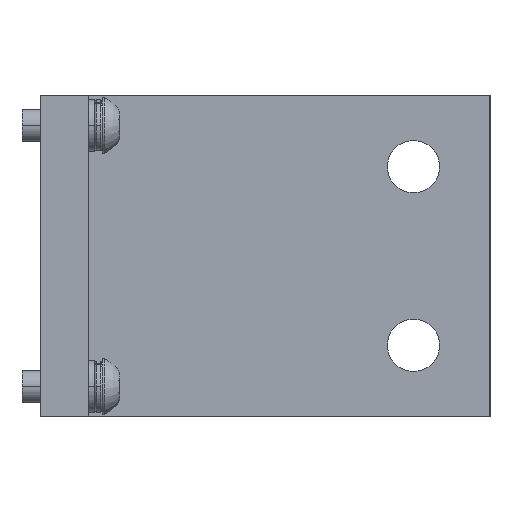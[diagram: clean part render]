
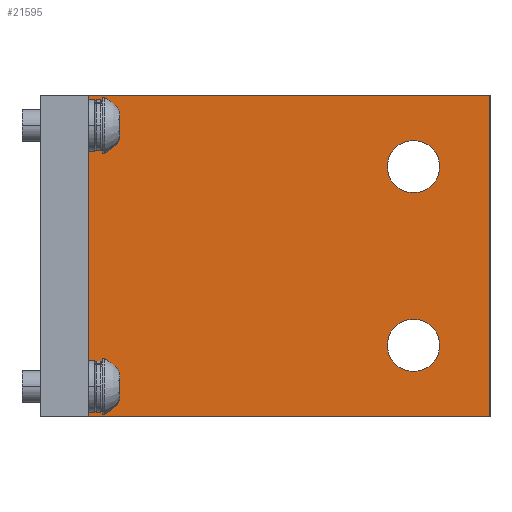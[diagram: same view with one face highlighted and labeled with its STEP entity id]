
A CAD part, left-side view. The second image highlights one B-rep face of the part: STEP entity #21595.
In plain terms, the highlighted planar face has unit normal (-1, 0, 0).
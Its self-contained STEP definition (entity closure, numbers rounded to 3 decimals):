
#21449=AXIS2_PLACEMENT_3D('Circle Axis2P3D',#21447,#21448,$) ;
#21484=AXIS2_PLACEMENT_3D('Circle Axis2P3D',#21482,#21483,$) ;
#21506=AXIS2_PLACEMENT_3D('Circle Axis2P3D',#21504,#21505,$) ;
#21541=AXIS2_PLACEMENT_3D('Circle Axis2P3D',#21539,#21540,$) ;
#21579=AXIS2_PLACEMENT_3D('Plane Axis2P3D',#21576,#21577,#21578) ;
#21329=CARTESIAN_POINT('Vertex',(-148.225,-367.,73.)) ;
#21343=CARTESIAN_POINT('Vertex',(-148.225,-472.,73.)) ;
#21346=CARTESIAN_POINT('Line Origine',(-148.225,-419.5,73.)) ;
#21374=CARTESIAN_POINT('Vertex',(-148.225,-472.,153.)) ;
#21377=CARTESIAN_POINT('Line Origine',(-148.225,-472.,113.)) ;
#21405=CARTESIAN_POINT('Vertex',(-148.225,-367.,153.)) ;
#21408=CARTESIAN_POINT('Line Origine',(-148.225,-419.5,153.)) ;
#21430=CARTESIAN_POINT('Line Origine',(-148.225,-367.,113.)) ;
#21447=CARTESIAN_POINT('Axis2P3D Location',(-148.225,-452.95,135.225)) ;
#21451=CARTESIAN_POINT('Vertex',(-148.225,-446.45,135.225)) ;
#21453=CARTESIAN_POINT('Vertex',(-148.225,-459.45,135.225)) ;
#21482=CARTESIAN_POINT('Axis2P3D Location',(-148.225,-452.95,135.225)) ;
#21504=CARTESIAN_POINT('Axis2P3D Location',(-148.225,-452.95,90.775)) ;
#21508=CARTESIAN_POINT('Vertex',(-148.225,-446.45,90.775)) ;
#21510=CARTESIAN_POINT('Vertex',(-148.225,-459.45,90.775)) ;
#21539=CARTESIAN_POINT('Axis2P3D Location',(-148.225,-452.95,90.775)) ;
#21576=CARTESIAN_POINT('Axis2P3D Location',(-148.225,-367.,73.)) ;
#21347=DIRECTION('Vector Direction',(0.,-1.,0.)) ;
#21378=DIRECTION('Vector Direction',(0.,0.,1.)) ;
#21409=DIRECTION('Vector Direction',(0.,1.,0.)) ;
#21431=DIRECTION('Vector Direction',(0.,0.,-1.)) ;
#21448=DIRECTION('Axis2P3D Direction',(-1.,0.,0.)) ;
#21483=DIRECTION('Axis2P3D Direction',(-1.,0.,0.)) ;
#21505=DIRECTION('Axis2P3D Direction',(-1.,0.,0.)) ;
#21540=DIRECTION('Axis2P3D Direction',(-1.,0.,0.)) ;
#21577=DIRECTION('Axis2P3D Direction',(-1.,0.,0.)) ;
#21578=DIRECTION('Axis2P3D XDirection',(0.,-1.,0.)) ;
#21348=VECTOR('Line Direction',#21347,1.) ;
#21379=VECTOR('Line Direction',#21378,1.) ;
#21410=VECTOR('Line Direction',#21409,1.) ;
#21432=VECTOR('Line Direction',#21431,1.) ;
#21582=ORIENTED_EDGE('',*,*,#21350,.T.) ;
#21583=ORIENTED_EDGE('',*,*,#21381,.T.) ;
#21584=ORIENTED_EDGE('',*,*,#21412,.T.) ;
#21585=ORIENTED_EDGE('',*,*,#21434,.T.) ;
#21588=ORIENTED_EDGE('',*,*,#21455,.F.) ;
#21589=ORIENTED_EDGE('',*,*,#21486,.F.) ;
#21592=ORIENTED_EDGE('',*,*,#21512,.F.) ;
#21593=ORIENTED_EDGE('',*,*,#21543,.F.) ;
#21590=FACE_BOUND('',#21587,.T.) ;
#21594=FACE_BOUND('',#21591,.T.) ;
#21595=ADVANCED_FACE('RB0349001_1PA_001_04_N2_4000_FP_TERMINAL_SHORT.4\\RB7383001_1PA_001_00_PLATE.4\\PartBody',(#21586,#21590,#21594),#21580,.T.) ;
#21450=CIRCLE('generated circle',#21449,6.5) ;
#21485=CIRCLE('generated circle',#21484,6.5) ;
#21507=CIRCLE('generated circle',#21506,6.5) ;
#21542=CIRCLE('generated circle',#21541,6.5) ;
#21350=EDGE_CURVE('',#21330,#21344,#21349,.T.) ;
#21381=EDGE_CURVE('',#21344,#21375,#21380,.T.) ;
#21412=EDGE_CURVE('',#21375,#21406,#21411,.T.) ;
#21434=EDGE_CURVE('',#21406,#21330,#21433,.T.) ;
#21455=EDGE_CURVE('',#21452,#21454,#21450,.T.) ;
#21486=EDGE_CURVE('',#21454,#21452,#21485,.T.) ;
#21512=EDGE_CURVE('',#21509,#21511,#21507,.T.) ;
#21543=EDGE_CURVE('',#21511,#21509,#21542,.T.) ;
#21581=EDGE_LOOP('',(#21582,#21583,#21584,#21585)) ;
#21587=EDGE_LOOP('',(#21588,#21589)) ;
#21591=EDGE_LOOP('',(#21592,#21593)) ;
#21586=FACE_OUTER_BOUND('',#21581,.T.) ;
#21349=LINE('Line',#21346,#21348) ;
#21380=LINE('Line',#21377,#21379) ;
#21411=LINE('Line',#21408,#21410) ;
#21433=LINE('Line',#21430,#21432) ;
#21580=PLANE('',#21579) ;
#21330=VERTEX_POINT('',#21329) ;
#21344=VERTEX_POINT('',#21343) ;
#21375=VERTEX_POINT('',#21374) ;
#21406=VERTEX_POINT('',#21405) ;
#21452=VERTEX_POINT('',#21451) ;
#21454=VERTEX_POINT('',#21453) ;
#21509=VERTEX_POINT('',#21508) ;
#21511=VERTEX_POINT('',#21510) ;
